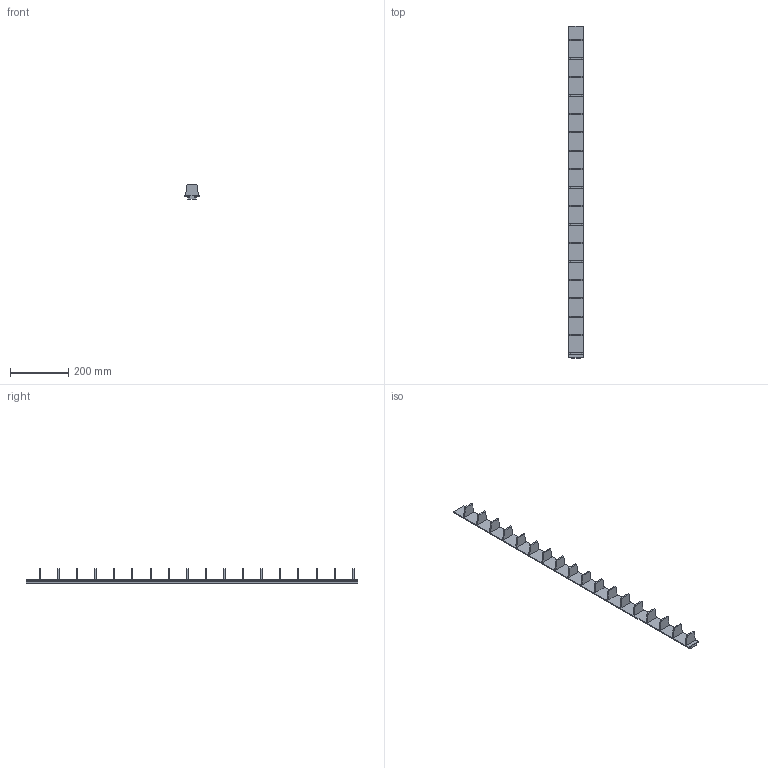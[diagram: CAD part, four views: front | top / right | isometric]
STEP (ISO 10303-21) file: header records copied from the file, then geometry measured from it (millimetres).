
FILE_DESCRIPTION(('CATIA V5 STEP Exchange','CAx-IF Rec.Pracs.--- Model Styling and Organization---1.5--- 2016-08-15','CAx-IF Rec.Pracs.---Supplemental Geometry---1.0---2011-11-01','CAx-IF Rec.Pracs.--- Composite Materials ---1.1---2010-07-15'),'2;1');
FILE_NAME('DE1112-B FIN SEPARATOR DUNNAGE.stp','2022-12-05T13:15:45+00:00',('none'),('none'),'CATIA Version 5-6 Release 2020 SP3 HF5','CATIA V5 STEP AP214 Edition 3 v2','none');
FILE_SCHEMA(('AUTOMOTIVE_DESIGN { 1 0 10303 214 3 1 1 1 }'));
Length unit declared in the file: inch
Products named in the file (1): DE1112-B FIN SEPARATOR DUNNAGE
Bounding box: 50.8 x 1143 x 49.09 mm (x, y, z)
Volume: 525790 mm3; surface area: 237675.3 mm2
Topology: 1 solids, 1 shells, 104 faces, 252 edges, 168 vertices
Faces by surface type: plane 104
Entity records: 2746 total; most frequent: ORIENTED_EDGE 504, CARTESIAN_POINT 473, DIRECTION 356, VECTOR 252, EDGE_CURVE 252, LINE 252, VERTEX_POINT 168, EDGE_LOOP 122
